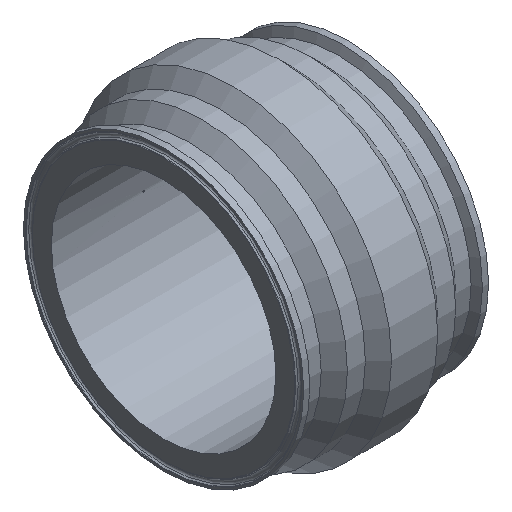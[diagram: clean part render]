
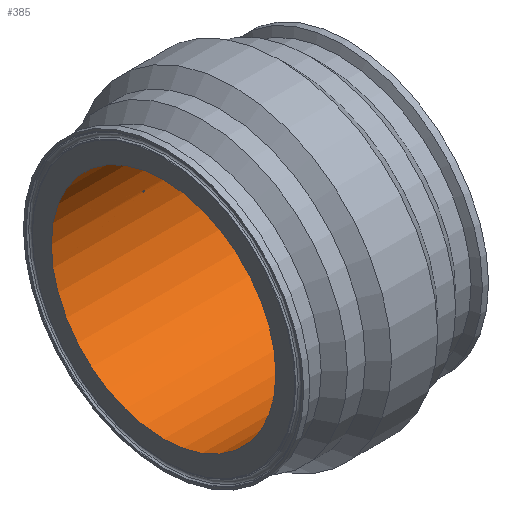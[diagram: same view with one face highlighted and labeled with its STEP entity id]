
A CAD part, isometric view. The second image highlights one B-rep face of the part: STEP entity #385.
In plain terms, the highlighted cylindrical face has radius 36.45 mm (diameter 72.9 mm), a full revolution.
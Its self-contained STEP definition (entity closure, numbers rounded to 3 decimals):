
#19=B_SPLINE_CURVE_WITH_KNOTS('',3,(#687,#688,#689,#690,#691,#692,#693,
#694,#695,#696),.UNSPECIFIED.,.F.,.F.,(4,2,2,2,4),(0.075,0.085,
0.094,0.104,0.113),.UNSPECIFIED.);
#20=B_SPLINE_CURVE_WITH_KNOTS('',3,(#698,#699,#700,#701,#702,#703,#704,
#705,#706,#707),.UNSPECIFIED.,.F.,.F.,(4,2,2,2,4),(0.113,0.122,
0.132,0.141,0.151),.UNSPECIFIED.);
#21=B_SPLINE_CURVE_WITH_KNOTS('',3,(#709,#710,#711,#712,#713,#714,#715,
#716,#717,#718),.UNSPECIFIED.,.F.,.F.,(4,2,2,2,4),(-0.075,
-0.066,-0.057,-0.047,-0.038),
 .UNSPECIFIED.);
#22=B_SPLINE_CURVE_WITH_KNOTS('',3,(#719,#720,#721,#722,#723,#724,#725,
#726,#727,#728),.UNSPECIFIED.,.F.,.F.,(4,2,2,2,4),(-0.038,
-0.028,-0.019,-0.009,0.),
 .UNSPECIFIED.);
#24=CYLINDRICAL_SURFACE('',#430,36.45);
#58=FACE_BOUND('',#132,.T.);
#59=FACE_BOUND('',#133,.T.);
#90=FACE_OUTER_BOUND('',#131,.T.);
#131=EDGE_LOOP('',(#310));
#132=EDGE_LOOP('',(#311,#312,#313,#314));
#133=EDGE_LOOP('',(#315));
#189=CIRCLE('',#426,36.45);
#192=CIRCLE('',#431,36.45);
#221=VERTEX_POINT('',#631);
#228=VERTEX_POINT('',#683);
#229=VERTEX_POINT('',#685);
#230=VERTEX_POINT('',#686);
#231=VERTEX_POINT('',#697);
#232=VERTEX_POINT('',#708);
#259=EDGE_CURVE('',#221,#221,#189,.T.);
#266=EDGE_CURVE('',#228,#228,#192,.T.);
#267=EDGE_CURVE('',#229,#230,#19,.T.);
#268=EDGE_CURVE('',#230,#231,#20,.T.);
#269=EDGE_CURVE('',#231,#232,#21,.T.);
#270=EDGE_CURVE('',#232,#229,#22,.T.);
#310=ORIENTED_EDGE('',*,*,#266,.T.);
#311=ORIENTED_EDGE('',*,*,#267,.T.);
#312=ORIENTED_EDGE('',*,*,#268,.T.);
#313=ORIENTED_EDGE('',*,*,#269,.T.);
#314=ORIENTED_EDGE('',*,*,#270,.T.);
#315=ORIENTED_EDGE('',*,*,#259,.F.);
#385=ADVANCED_FACE('',(#90,#58,#59),#24,.F.);
#426=AXIS2_PLACEMENT_3D('',#632,#506,#507);
#430=AXIS2_PLACEMENT_3D('',#682,#514,#515);
#431=AXIS2_PLACEMENT_3D('',#684,#516,#517);
#506=DIRECTION('center_axis',(1.,0.,0.));
#507=DIRECTION('ref_axis',(0.,1.,0.));
#514=DIRECTION('center_axis',(1.,0.,0.));
#515=DIRECTION('ref_axis',(0.,1.,0.));
#516=DIRECTION('center_axis',(1.,0.,0.));
#517=DIRECTION('ref_axis',(0.,1.,0.));
#631=CARTESIAN_POINT('',(-30.,36.45,0.));
#632=CARTESIAN_POINT('Origin',(-30.,0.,0.));
#682=CARTESIAN_POINT('Origin',(15.,0.,0.));
#683=CARTESIAN_POINT('',(30.,36.45,0.));
#684=CARTESIAN_POINT('Origin',(30.,0.,0.));
#685=CARTESIAN_POINT('',(0.,36.449,-0.25));
#686=CARTESIAN_POINT('',(-0.25,36.45,0.));
#687=CARTESIAN_POINT('Ctrl Pts',(0.,36.449,
-0.25));
#688=CARTESIAN_POINT('Ctrl Pts',(-0.031,36.449,-0.25));
#689=CARTESIAN_POINT('Ctrl Pts',(-0.065,36.449,-0.244));
#690=CARTESIAN_POINT('Ctrl Pts',(-0.126,36.449,-0.218));
#691=CARTESIAN_POINT('Ctrl Pts',(-0.155,36.449,-0.199));
#692=CARTESIAN_POINT('Ctrl Pts',(-0.199,36.45,-0.155));
#693=CARTESIAN_POINT('Ctrl Pts',(-0.218,36.45,-0.126));
#694=CARTESIAN_POINT('Ctrl Pts',(-0.244,36.45,-0.065));
#695=CARTESIAN_POINT('Ctrl Pts',(-0.25,36.45,-0.031));
#696=CARTESIAN_POINT('Ctrl Pts',(-0.25,36.45,0.));
#697=CARTESIAN_POINT('',(0.,36.449,0.25));
#698=CARTESIAN_POINT('Ctrl Pts',(-0.25,36.45,0.));
#699=CARTESIAN_POINT('Ctrl Pts',(-0.25,36.45,0.031));
#700=CARTESIAN_POINT('Ctrl Pts',(-0.244,36.45,0.065));
#701=CARTESIAN_POINT('Ctrl Pts',(-0.218,36.45,0.126));
#702=CARTESIAN_POINT('Ctrl Pts',(-0.199,36.45,0.155));
#703=CARTESIAN_POINT('Ctrl Pts',(-0.155,36.449,0.199));
#704=CARTESIAN_POINT('Ctrl Pts',(-0.126,36.449,0.218));
#705=CARTESIAN_POINT('Ctrl Pts',(-0.065,36.449,0.244));
#706=CARTESIAN_POINT('Ctrl Pts',(-0.031,36.449,0.25));
#707=CARTESIAN_POINT('Ctrl Pts',(0.,36.449,0.25));
#708=CARTESIAN_POINT('',(0.25,36.45,0.));
#709=CARTESIAN_POINT('Ctrl Pts',(0.,36.449,
0.25));
#710=CARTESIAN_POINT('Ctrl Pts',(0.031,36.449,0.25));
#711=CARTESIAN_POINT('Ctrl Pts',(0.065,36.449,0.244));
#712=CARTESIAN_POINT('Ctrl Pts',(0.126,36.449,0.218));
#713=CARTESIAN_POINT('Ctrl Pts',(0.155,36.449,0.199));
#714=CARTESIAN_POINT('Ctrl Pts',(0.199,36.45,0.155));
#715=CARTESIAN_POINT('Ctrl Pts',(0.218,36.45,0.126));
#716=CARTESIAN_POINT('Ctrl Pts',(0.244,36.45,0.065));
#717=CARTESIAN_POINT('Ctrl Pts',(0.25,36.45,0.031));
#718=CARTESIAN_POINT('Ctrl Pts',(0.25,36.45,0.));
#719=CARTESIAN_POINT('Ctrl Pts',(0.25,36.45,0.));
#720=CARTESIAN_POINT('Ctrl Pts',(0.25,36.45,-0.031));
#721=CARTESIAN_POINT('Ctrl Pts',(0.244,36.45,-0.065));
#722=CARTESIAN_POINT('Ctrl Pts',(0.218,36.45,-0.126));
#723=CARTESIAN_POINT('Ctrl Pts',(0.199,36.45,-0.155));
#724=CARTESIAN_POINT('Ctrl Pts',(0.155,36.449,-0.199));
#725=CARTESIAN_POINT('Ctrl Pts',(0.126,36.449,-0.218));
#726=CARTESIAN_POINT('Ctrl Pts',(0.065,36.449,-0.244));
#727=CARTESIAN_POINT('Ctrl Pts',(0.031,36.449,-0.25));
#728=CARTESIAN_POINT('Ctrl Pts',(0.,36.449,-0.25));
